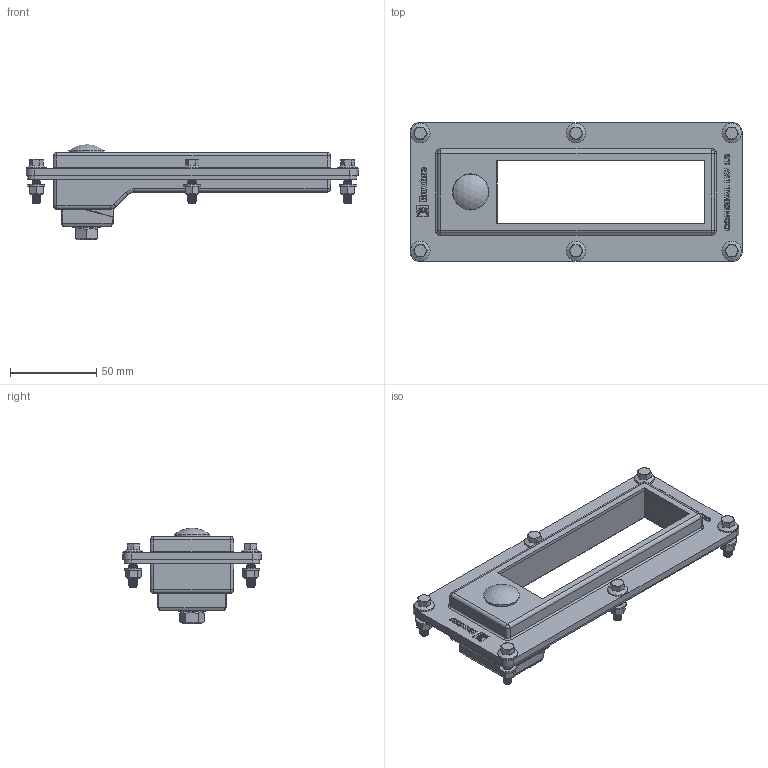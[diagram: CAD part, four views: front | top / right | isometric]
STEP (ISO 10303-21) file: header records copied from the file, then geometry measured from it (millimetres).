
FILE_DESCRIPTION((''),'2;1');
FILE_NAME('Comseal 12 LW.stp','2012-09-19T11:02:18',('se-jenboh'),(''),'Autodesk Inventor 2012','Autodesk Inventor 2012','');
FILE_SCHEMA(('AUTOMOTIVE_DESIGN { 1 0 10303 214 1 1 1 1 }'));
Length unit declared in the file: millimetre
Products named in the file (12): 100-007938; 100-007395; 100-003452; 100-003449; 100-008346; 100-008821; 100-001217; 100-004658; 100-004657; 100-015412; 100-002311; ISO 4032 M5
Assembly tree (26 placements, depth 2):
  100-007938
    100-007395
    100-003452
    100-003449
    100-008346
    100-008821
    100-001217
    100-004658
    100-004657
    100-015412  x6
    100-002311  x6
    ISO 4032 M5  x6
Bounding box: 193 x 80.5 x 55.44 mm (x, y, z)
Volume: 139370.9 mm3; surface area: 77957.9 mm2
Topology: 26 solids, 26 shells, 2117 faces, 5444 edges, 3490 vertices
Faces by surface type: plane 1056, cone 381, cylinder 323, bspline 192, torus 156, sphere 9
Full cylindrical faces by diameter (mm): 0.4 x4, 4 x6, 4.134 x6, 4.2 x1, 5 x144, 5.3 x6, 5.5 x6, 6.647 x1, 7.6 x1, 8 x1, 8.4 x1, 10 x7, 11.4 x6, 16 x2, 20.65 x1, 21 x1
Entity records: 45479 total; most frequent: CARTESIAN_POINT 10996, ORIENTED_EDGE 7270, DIRECTION 6259, EDGE_CURVE 3635, VECTOR 2761, LINE 2761, VERTEX_POINT 2458, AXIS2_PLACEMENT_3D 1749
